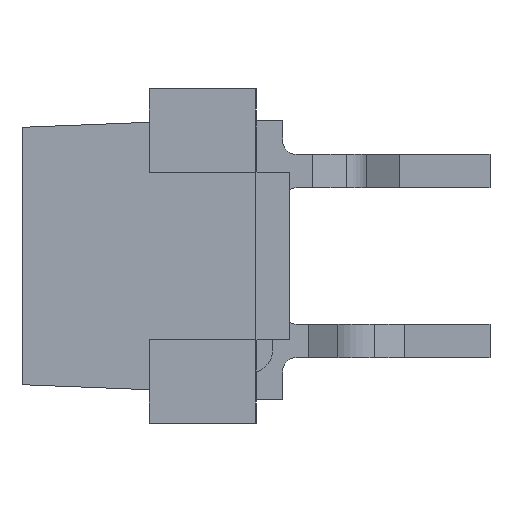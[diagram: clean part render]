
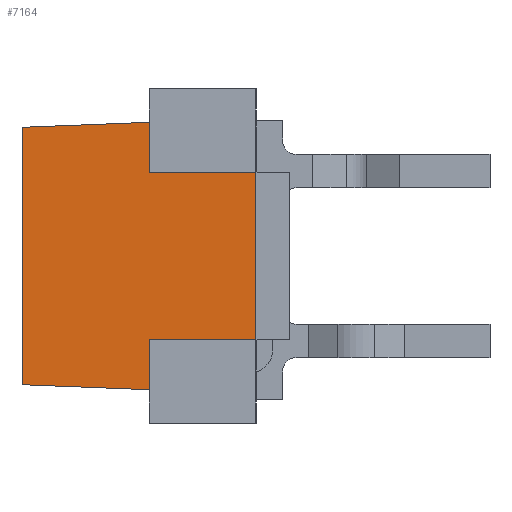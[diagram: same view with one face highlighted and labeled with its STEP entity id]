
A CAD part, left-side view. The second image highlights one B-rep face of the part: STEP entity #7164.
In plain terms, the highlighted planar face has unit normal (-1, 0, 0).
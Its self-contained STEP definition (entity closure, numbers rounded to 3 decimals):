
#44 = PLANE('',#45);
#45 = AXIS2_PLACEMENT_3D('',#46,#47,#48);
#46 = CARTESIAN_POINT('',(-4.775,2.1,-2.5));
#47 = DIRECTION('',(0.,1.,0.));
#48 = DIRECTION('',(0.,-0.,1.));
#100 = PLANE('',#101);
#101 = AXIS2_PLACEMENT_3D('',#102,#103,#104);
#102 = CARTESIAN_POINT('',(4.05,0.5,-1.25));
#103 = DIRECTION('',(0.,-1.,0.));
#104 = DIRECTION('',(0.,0.,1.));
#156 = PLANE('',#157);
#157 = AXIS2_PLACEMENT_3D('',#158,#159,#160);
#158 = CARTESIAN_POINT('',(-4.775,2.1,1.25));
#159 = DIRECTION('',(0.,1.,0.));
#160 = DIRECTION('',(0.,-0.,1.));
#184 = PLANE('',#185);
#185 = AXIS2_PLACEMENT_3D('',#186,#187,#188);
#186 = CARTESIAN_POINT('',(4.05,2.1,2.));
#187 = DIRECTION('',(0.,0.039,0.999));
#188 = DIRECTION('',(0.,0.999,-0.039));
#212 = PLANE('',#213);
#213 = AXIS2_PLACEMENT_3D('',#214,#215,#216);
#214 = CARTESIAN_POINT('',(4.05,4.,1.925));
#215 = DIRECTION('',(0.,1.,0.));
#216 = DIRECTION('',(0.,0.,-1.));
#238 = PLANE('',#239);
#239 = AXIS2_PLACEMENT_3D('',#240,#241,#242);
#240 = CARTESIAN_POINT('',(4.05,4.,-1.925));
#241 = DIRECTION('',(0.,0.039,-0.999));
#242 = DIRECTION('',(0.,-0.999,-0.039));
#255 = VERTEX_POINT('',#256);
#256 = CARTESIAN_POINT('',(-4.05,2.1,-2.));
#277 = EDGE_CURVE('',#255,#278,#280,.T.);
#278 = VERTEX_POINT('',#279);
#279 = CARTESIAN_POINT('',(-4.05,2.1,-1.25));
#280 = SURFACE_CURVE('',#281,(#285,#292),.PCURVE_S1.);
#281 = LINE('',#282,#283);
#282 = CARTESIAN_POINT('',(-4.05,2.1,-2.));
#283 = VECTOR('',#284,1.);
#284 = DIRECTION('',(0.,0.,1.));
#285 = PCURVE('',#44,#286);
#286 = DEFINITIONAL_REPRESENTATION('',(#287),#291);
#287 = LINE('',#288,#289);
#288 = CARTESIAN_POINT('',(0.5,0.725));
#289 = VECTOR('',#290,1.);
#290 = DIRECTION('',(1.,0.));
#291 = ( GEOMETRIC_REPRESENTATION_CONTEXT(2) 
PARAMETRIC_REPRESENTATION_CONTEXT() REPRESENTATION_CONTEXT('2D SPACE',''
  ) );
#292 = PCURVE('',#293,#298);
#293 = PLANE('',#294);
#294 = AXIS2_PLACEMENT_3D('',#295,#296,#297);
#295 = CARTESIAN_POINT('',(-4.05,0.,0.));
#296 = DIRECTION('',(-1.,0.,0.));
#297 = DIRECTION('',(0.,0.,1.));
#298 = DEFINITIONAL_REPRESENTATION('',(#299),#303);
#299 = LINE('',#300,#301);
#300 = CARTESIAN_POINT('',(-2.,2.1));
#301 = VECTOR('',#302,1.);
#302 = DIRECTION('',(1.,0.));
#303 = ( GEOMETRIC_REPRESENTATION_CONTEXT(2) 
PARAMETRIC_REPRESENTATION_CONTEXT() REPRESENTATION_CONTEXT('2D SPACE',''
  ) );
#321 = PLANE('',#322);
#322 = AXIS2_PLACEMENT_3D('',#323,#324,#325);
#323 = CARTESIAN_POINT('',(-4.775,2.1,-1.25));
#324 = DIRECTION('',(0.,0.,1.));
#325 = DIRECTION('',(0.,-1.,0.));
#444 = VERTEX_POINT('',#445);
#445 = CARTESIAN_POINT('',(-4.05,4.,-1.925));
#466 = EDGE_CURVE('',#444,#255,#467,.T.);
#467 = SURFACE_CURVE('',#468,(#472,#479),.PCURVE_S1.);
#468 = LINE('',#469,#470);
#469 = CARTESIAN_POINT('',(-4.05,4.,-1.925));
#470 = VECTOR('',#471,1.);
#471 = DIRECTION('',(0.,-0.999,-0.039));
#472 = PCURVE('',#238,#473);
#473 = DEFINITIONAL_REPRESENTATION('',(#474),#478);
#474 = LINE('',#475,#476);
#475 = CARTESIAN_POINT('',(-0.,8.1));
#476 = VECTOR('',#477,1.);
#477 = DIRECTION('',(1.,0.));
#478 = ( GEOMETRIC_REPRESENTATION_CONTEXT(2) 
PARAMETRIC_REPRESENTATION_CONTEXT() REPRESENTATION_CONTEXT('2D SPACE',''
  ) );
#479 = PCURVE('',#293,#480);
#480 = DEFINITIONAL_REPRESENTATION('',(#481),#485);
#481 = LINE('',#482,#483);
#482 = CARTESIAN_POINT('',(-1.925,4.));
#483 = VECTOR('',#484,1.);
#484 = DIRECTION('',(-0.039,-0.999));
#485 = ( GEOMETRIC_REPRESENTATION_CONTEXT(2) 
PARAMETRIC_REPRESENTATION_CONTEXT() REPRESENTATION_CONTEXT('2D SPACE',''
  ) );
#492 = VERTEX_POINT('',#493);
#493 = CARTESIAN_POINT('',(-4.05,4.,1.925));
#514 = EDGE_CURVE('',#492,#444,#515,.T.);
#515 = SURFACE_CURVE('',#516,(#520,#527),.PCURVE_S1.);
#516 = LINE('',#517,#518);
#517 = CARTESIAN_POINT('',(-4.05,4.,1.925));
#518 = VECTOR('',#519,1.);
#519 = DIRECTION('',(0.,0.,-1.));
#520 = PCURVE('',#212,#521);
#521 = DEFINITIONAL_REPRESENTATION('',(#522),#526);
#522 = LINE('',#523,#524);
#523 = CARTESIAN_POINT('',(0.,8.1));
#524 = VECTOR('',#525,1.);
#525 = DIRECTION('',(1.,0.));
#526 = ( GEOMETRIC_REPRESENTATION_CONTEXT(2) 
PARAMETRIC_REPRESENTATION_CONTEXT() REPRESENTATION_CONTEXT('2D SPACE',''
  ) );
#527 = PCURVE('',#293,#528);
#528 = DEFINITIONAL_REPRESENTATION('',(#529),#533);
#529 = LINE('',#530,#531);
#530 = CARTESIAN_POINT('',(1.925,4.));
#531 = VECTOR('',#532,1.);
#532 = DIRECTION('',(-1.,0.));
#533 = ( GEOMETRIC_REPRESENTATION_CONTEXT(2) 
PARAMETRIC_REPRESENTATION_CONTEXT() REPRESENTATION_CONTEXT('2D SPACE',''
  ) );
#4608 = VERTEX_POINT('',#4609);
#4609 = CARTESIAN_POINT('',(-4.05,2.1,2.));
#4630 = EDGE_CURVE('',#4608,#492,#4631,.T.);
#4631 = SURFACE_CURVE('',#4632,(#4636,#4643),.PCURVE_S1.);
#4632 = LINE('',#4633,#4634);
#4633 = CARTESIAN_POINT('',(-4.05,2.1,2.));
#4634 = VECTOR('',#4635,1.);
#4635 = DIRECTION('',(0.,0.999,-0.039));
#4636 = PCURVE('',#184,#4637);
#4637 = DEFINITIONAL_REPRESENTATION('',(#4638),#4642);
#4638 = LINE('',#4639,#4640);
#4639 = CARTESIAN_POINT('',(0.,8.1));
#4640 = VECTOR('',#4641,1.);
#4641 = DIRECTION('',(1.,0.));
#4642 = ( GEOMETRIC_REPRESENTATION_CONTEXT(2) 
PARAMETRIC_REPRESENTATION_CONTEXT() REPRESENTATION_CONTEXT('2D SPACE',''
  ) );
#4643 = PCURVE('',#293,#4644);
#4644 = DEFINITIONAL_REPRESENTATION('',(#4645),#4649);
#4645 = LINE('',#4646,#4647);
#4646 = CARTESIAN_POINT('',(2.,2.1));
#4647 = VECTOR('',#4648,1.);
#4648 = DIRECTION('',(-0.039,0.999));
#4649 = ( GEOMETRIC_REPRESENTATION_CONTEXT(2) 
PARAMETRIC_REPRESENTATION_CONTEXT() REPRESENTATION_CONTEXT('2D SPACE',''
  ) );
#4765 = VERTEX_POINT('',#4766);
#4766 = CARTESIAN_POINT('',(-4.05,2.1,1.25));
#4780 = PLANE('',#4781);
#4781 = AXIS2_PLACEMENT_3D('',#4782,#4783,#4784);
#4782 = CARTESIAN_POINT('',(-4.775,0.5,1.25));
#4783 = DIRECTION('',(0.,0.,-1.));
#4784 = DIRECTION('',(0.,1.,0.));
#4792 = EDGE_CURVE('',#4608,#4765,#4793,.T.);
#4793 = SURFACE_CURVE('',#4794,(#4798,#4805),.PCURVE_S1.);
#4794 = LINE('',#4795,#4796);
#4795 = CARTESIAN_POINT('',(-4.05,2.1,2.));
#4796 = VECTOR('',#4797,1.);
#4797 = DIRECTION('',(0.,0.,-1.));
#4798 = PCURVE('',#156,#4799);
#4799 = DEFINITIONAL_REPRESENTATION('',(#4800),#4804);
#4800 = LINE('',#4801,#4802);
#4801 = CARTESIAN_POINT('',(0.75,0.725));
#4802 = VECTOR('',#4803,1.);
#4803 = DIRECTION('',(-1.,0.));
#4804 = ( GEOMETRIC_REPRESENTATION_CONTEXT(2) 
PARAMETRIC_REPRESENTATION_CONTEXT() REPRESENTATION_CONTEXT('2D SPACE',''
  ) );
#4805 = PCURVE('',#293,#4806);
#4806 = DEFINITIONAL_REPRESENTATION('',(#4807),#4811);
#4807 = LINE('',#4808,#4809);
#4808 = CARTESIAN_POINT('',(2.,2.1));
#4809 = VECTOR('',#4810,1.);
#4810 = DIRECTION('',(-1.,0.));
#4811 = ( GEOMETRIC_REPRESENTATION_CONTEXT(2) 
PARAMETRIC_REPRESENTATION_CONTEXT() REPRESENTATION_CONTEXT('2D SPACE',''
  ) );
#4866 = EDGE_CURVE('',#4867,#4765,#4869,.T.);
#4867 = VERTEX_POINT('',#4868);
#4868 = CARTESIAN_POINT('',(-4.05,0.5,1.25));
#4869 = SURFACE_CURVE('',#4870,(#4874,#4881),.PCURVE_S1.);
#4870 = LINE('',#4871,#4872);
#4871 = CARTESIAN_POINT('',(-4.05,0.5,1.25));
#4872 = VECTOR('',#4873,1.);
#4873 = DIRECTION('',(0.,1.,0.));
#4874 = PCURVE('',#4780,#4875);
#4875 = DEFINITIONAL_REPRESENTATION('',(#4876),#4880);
#4876 = LINE('',#4877,#4878);
#4877 = CARTESIAN_POINT('',(0.,0.725));
#4878 = VECTOR('',#4879,1.);
#4879 = DIRECTION('',(1.,0.));
#4880 = ( GEOMETRIC_REPRESENTATION_CONTEXT(2) 
PARAMETRIC_REPRESENTATION_CONTEXT() REPRESENTATION_CONTEXT('2D SPACE',''
  ) );
#4881 = PCURVE('',#293,#4882);
#4882 = DEFINITIONAL_REPRESENTATION('',(#4883),#4887);
#4883 = LINE('',#4884,#4885);
#4884 = CARTESIAN_POINT('',(1.25,0.5));
#4885 = VECTOR('',#4886,1.);
#4886 = DIRECTION('',(0.,1.));
#4887 = ( GEOMETRIC_REPRESENTATION_CONTEXT(2) 
PARAMETRIC_REPRESENTATION_CONTEXT() REPRESENTATION_CONTEXT('2D SPACE',''
  ) );
#4937 = EDGE_CURVE('',#4938,#4867,#4940,.T.);
#4938 = VERTEX_POINT('',#4939);
#4939 = CARTESIAN_POINT('',(-4.05,0.5,-1.25));
#4940 = SURFACE_CURVE('',#4941,(#4945,#4952),.PCURVE_S1.);
#4941 = LINE('',#4942,#4943);
#4942 = CARTESIAN_POINT('',(-4.05,0.5,-1.25));
#4943 = VECTOR('',#4944,1.);
#4944 = DIRECTION('',(0.,0.,1.));
#4945 = PCURVE('',#100,#4946);
#4946 = DEFINITIONAL_REPRESENTATION('',(#4947),#4951);
#4947 = LINE('',#4948,#4949);
#4948 = CARTESIAN_POINT('',(0.,8.1));
#4949 = VECTOR('',#4950,1.);
#4950 = DIRECTION('',(1.,0.));
#4951 = ( GEOMETRIC_REPRESENTATION_CONTEXT(2) 
PARAMETRIC_REPRESENTATION_CONTEXT() REPRESENTATION_CONTEXT('2D SPACE',''
  ) );
#4952 = PCURVE('',#293,#4953);
#4953 = DEFINITIONAL_REPRESENTATION('',(#4954),#4958);
#4954 = LINE('',#4955,#4956);
#4955 = CARTESIAN_POINT('',(-1.25,0.5));
#4956 = VECTOR('',#4957,1.);
#4957 = DIRECTION('',(1.,0.));
#4958 = ( GEOMETRIC_REPRESENTATION_CONTEXT(2) 
PARAMETRIC_REPRESENTATION_CONTEXT() REPRESENTATION_CONTEXT('2D SPACE',''
  ) );
#7164 = ADVANCED_FACE('',(#7165),#293,.T.);
#7165 = FACE_BOUND('',#7166,.F.);
#7166 = EDGE_LOOP('',(#7167,#7168,#7169,#7170,#7171,#7172,#7173,#7174));
#7167 = ORIENTED_EDGE('',*,*,#277,.F.);
#7168 = ORIENTED_EDGE('',*,*,#466,.F.);
#7169 = ORIENTED_EDGE('',*,*,#514,.F.);
#7170 = ORIENTED_EDGE('',*,*,#4630,.F.);
#7171 = ORIENTED_EDGE('',*,*,#4792,.T.);
#7172 = ORIENTED_EDGE('',*,*,#4866,.F.);
#7173 = ORIENTED_EDGE('',*,*,#4937,.F.);
#7174 = ORIENTED_EDGE('',*,*,#7175,.F.);
#7175 = EDGE_CURVE('',#278,#4938,#7176,.T.);
#7176 = SURFACE_CURVE('',#7177,(#7181,#7188),.PCURVE_S1.);
#7177 = LINE('',#7178,#7179);
#7178 = CARTESIAN_POINT('',(-4.05,2.1,-1.25));
#7179 = VECTOR('',#7180,1.);
#7180 = DIRECTION('',(0.,-1.,0.));
#7181 = PCURVE('',#293,#7182);
#7182 = DEFINITIONAL_REPRESENTATION('',(#7183),#7187);
#7183 = LINE('',#7184,#7185);
#7184 = CARTESIAN_POINT('',(-1.25,2.1));
#7185 = VECTOR('',#7186,1.);
#7186 = DIRECTION('',(0.,-1.));
#7187 = ( GEOMETRIC_REPRESENTATION_CONTEXT(2) 
PARAMETRIC_REPRESENTATION_CONTEXT() REPRESENTATION_CONTEXT('2D SPACE',''
  ) );
#7188 = PCURVE('',#321,#7189);
#7189 = DEFINITIONAL_REPRESENTATION('',(#7190),#7194);
#7190 = LINE('',#7191,#7192);
#7191 = CARTESIAN_POINT('',(0.,0.725));
#7192 = VECTOR('',#7193,1.);
#7193 = DIRECTION('',(1.,0.));
#7194 = ( GEOMETRIC_REPRESENTATION_CONTEXT(2) 
PARAMETRIC_REPRESENTATION_CONTEXT() REPRESENTATION_CONTEXT('2D SPACE',''
  ) );
